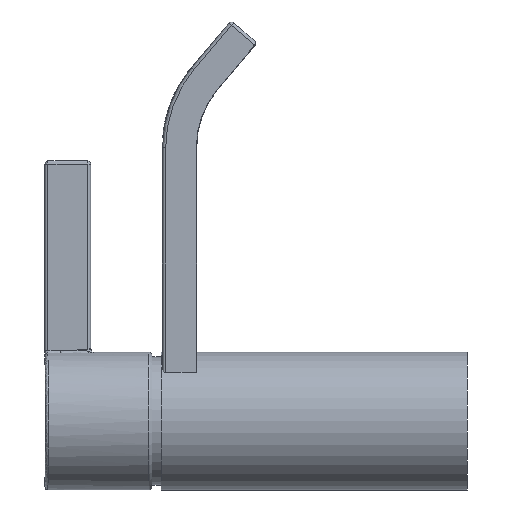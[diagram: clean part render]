
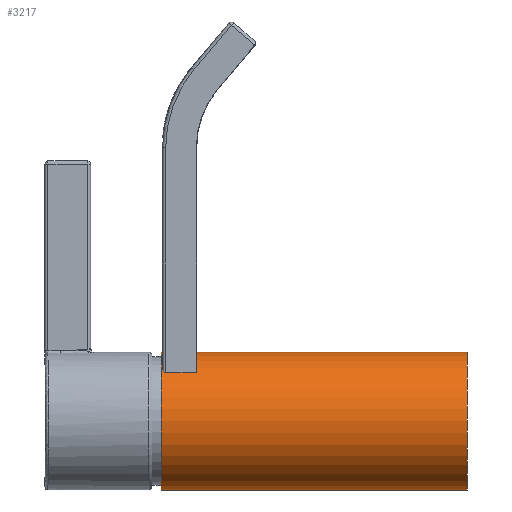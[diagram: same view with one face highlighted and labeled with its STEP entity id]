
A CAD part, left-side view. The second image highlights one B-rep face of the part: STEP entity #3217.
In plain terms, the highlighted cylindrical face has radius 22.5 mm (diameter 45 mm), a partial arc.
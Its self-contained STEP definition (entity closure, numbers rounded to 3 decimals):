
#2 = DIRECTION ( 'NONE',  ( 0., 0., -1. ) ) ;
#4 = VERTEX_POINT ( 'NONE', #2847 ) ;
#27 = DIRECTION ( 'NONE',  ( 0., -1., 0. ) ) ;
#29 = DIRECTION ( 'NONE',  ( 0., -1., 0. ) ) ;
#48 = DIRECTION ( 'NONE',  ( 0., -1., 0. ) ) ;
#223 = DIRECTION ( 'NONE',  ( 0., -1., 0. ) ) ;
#250 = AXIS2_PLACEMENT_3D ( 'NONE', #2175, #223, #1179 ) ;
#295 = CIRCLE ( 'NONE', #518, 22.5 ) ;
#472 = VECTOR ( 'NONE', #48, 1000. ) ;
#481 = VERTEX_POINT ( 'NONE', #1622 ) ;
#518 = AXIS2_PLACEMENT_3D ( 'NONE', #2282, #2974, #2 ) ;
#682 = VECTOR ( 'NONE', #29, 1000. ) ;
#998 = CIRCLE ( 'NONE', #250, 22.5 ) ;
#1023 = LINE ( 'NONE', #1816, #472 ) ;
#1063 = EDGE_CURVE ( 'NONE', #481, #3027, #295, .T. ) ;
#1086 = CYLINDRICAL_SURFACE ( 'NONE', #2318, 22.5 ) ;
#1152 = EDGE_CURVE ( 'NONE', #481, #2399, #1973, .T. ) ;
#1179 = DIRECTION ( 'NONE',  ( 0., 0., -1. ) ) ;
#1446 = EDGE_LOOP ( 'NONE', ( #2524, #3216, #1644, #1591 ) ) ;
#1523 = CARTESIAN_POINT ( 'NONE',  ( 0., 0., 0. ) ) ;
#1591 = ORIENTED_EDGE ( 'NONE', *, *, #2439, .F. ) ;
#1622 = CARTESIAN_POINT ( 'NONE',  ( 0., 100., 22.5 ) ) ;
#1644 = ORIENTED_EDGE ( 'NONE', *, *, #3213, .T. ) ;
#1816 = CARTESIAN_POINT ( 'NONE',  ( 0., 0., -22.5 ) ) ;
#1973 = LINE ( 'NONE', #2504, #682 ) ;
#2175 = CARTESIAN_POINT ( 'NONE',  ( 0., 0., 0. ) ) ;
#2282 = CARTESIAN_POINT ( 'NONE',  ( 0., 100., 0. ) ) ;
#2318 = AXIS2_PLACEMENT_3D ( 'NONE', #1523, #27, #3040 ) ;
#2399 = VERTEX_POINT ( 'NONE', #2682 ) ;
#2439 = EDGE_CURVE ( 'NONE', #2399, #4, #998, .T. ) ;
#2504 = CARTESIAN_POINT ( 'NONE',  ( 0., 0., 22.5 ) ) ;
#2524 = ORIENTED_EDGE ( 'NONE', *, *, #1152, .F. ) ;
#2682 = CARTESIAN_POINT ( 'NONE',  ( 0., 0., 22.5 ) ) ;
#2826 = FACE_OUTER_BOUND ( 'NONE', #1446, .T. ) ;
#2847 = CARTESIAN_POINT ( 'NONE',  ( 0., 0., -22.5 ) ) ;
#2974 = DIRECTION ( 'NONE',  ( 0., -1., 0. ) ) ;
#3027 = VERTEX_POINT ( 'NONE', #3133 ) ;
#3040 = DIRECTION ( 'NONE',  ( 0., 0., -1. ) ) ;
#3133 = CARTESIAN_POINT ( 'NONE',  ( 0., 100., -22.5 ) ) ;
#3213 = EDGE_CURVE ( 'NONE', #3027, #4, #1023, .T. ) ;
#3216 = ORIENTED_EDGE ( 'NONE', *, *, #1063, .T. ) ;
#3217 = ADVANCED_FACE ( 'NONE', ( #2826 ), #1086, .T. ) ;
